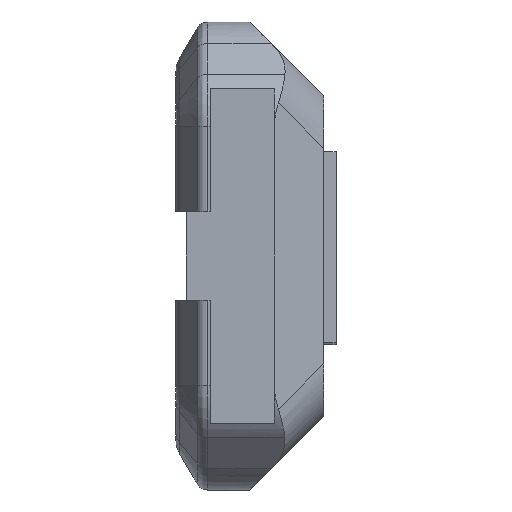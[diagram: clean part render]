
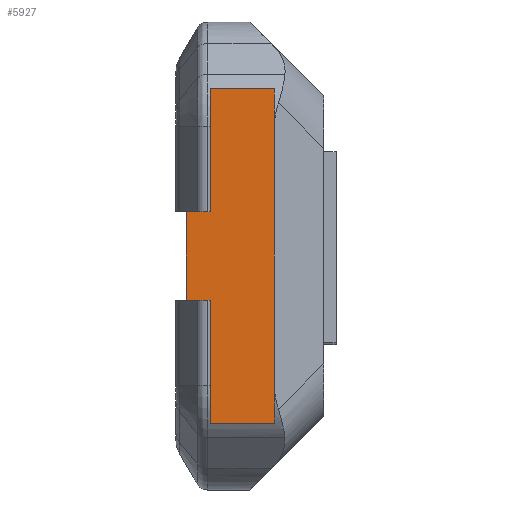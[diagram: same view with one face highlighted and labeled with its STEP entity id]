
A CAD part, front view. The second image highlights one B-rep face of the part: STEP entity #5927.
In plain terms, the highlighted planar face has unit normal (0, -1, 0).
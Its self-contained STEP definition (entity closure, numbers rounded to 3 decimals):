
#890=FACE_OUTER_BOUND('',#1232,.T.);
#1232=EDGE_LOOP('',(#5340,#5341,#5342,#5343,#5344,#5345,#5346,#5347));
#1641=LINE('',#10447,#2153);
#1671=LINE('',#10584,#2183);
#1687=LINE('',#10673,#2199);
#1723=LINE('',#10811,#2235);
#1724=LINE('',#10813,#2236);
#1725=LINE('',#10815,#2237);
#1726=LINE('',#10817,#2238);
#1727=LINE('',#10818,#2239);
#2153=VECTOR('',#6938,10.);
#2183=VECTOR('',#7042,10.);
#2199=VECTOR('',#7152,10.);
#2235=VECTOR('',#7274,10.);
#2236=VECTOR('',#7275,10.);
#2237=VECTOR('',#7276,10.);
#2238=VECTOR('',#7277,10.);
#2239=VECTOR('',#7278,10.);
#2737=VERTEX_POINT('',#10444);
#2738=VERTEX_POINT('',#10446);
#2772=VERTEX_POINT('',#10582);
#2798=VERTEX_POINT('',#10671);
#2829=VERTEX_POINT('',#10810);
#2830=VERTEX_POINT('',#10812);
#2831=VERTEX_POINT('',#10814);
#2832=VERTEX_POINT('',#10816);
#3530=EDGE_CURVE('',#2738,#2737,#1641,.T.);
#3583=EDGE_CURVE('',#2772,#2737,#1671,.T.);
#3628=EDGE_CURVE('',#2772,#2798,#1687,.T.);
#3684=EDGE_CURVE('',#2798,#2829,#1723,.T.);
#3685=EDGE_CURVE('',#2829,#2830,#1724,.T.);
#3686=EDGE_CURVE('',#2830,#2831,#1725,.T.);
#3687=EDGE_CURVE('',#2831,#2832,#1726,.T.);
#3688=EDGE_CURVE('',#2832,#2738,#1727,.T.);
#5340=ORIENTED_EDGE('',*,*,#3583,.F.);
#5341=ORIENTED_EDGE('',*,*,#3628,.T.);
#5342=ORIENTED_EDGE('',*,*,#3684,.T.);
#5343=ORIENTED_EDGE('',*,*,#3685,.T.);
#5344=ORIENTED_EDGE('',*,*,#3686,.T.);
#5345=ORIENTED_EDGE('',*,*,#3687,.T.);
#5346=ORIENTED_EDGE('',*,*,#3688,.T.);
#5347=ORIENTED_EDGE('',*,*,#3530,.T.);
#5604=PLANE('',#6238);
#5927=ADVANCED_FACE('',(#890),#5604,.F.);
#6238=AXIS2_PLACEMENT_3D('',#10809,#7272,#7273);
#6938=DIRECTION('',(-1.,0.,0.));
#7042=DIRECTION('',(0.,0.,1.));
#7152=DIRECTION('',(1.,0.,0.));
#7272=DIRECTION('center_axis',(0.,1.,0.));
#7273=DIRECTION('ref_axis',(-1.,0.,0.));
#7274=DIRECTION('',(0.,0.,-1.));
#7275=DIRECTION('',(1.,0.,0.));
#7276=DIRECTION('',(0.,0.,1.));
#7277=DIRECTION('',(-1.,0.,0.));
#7278=DIRECTION('',(0.,0.,-1.));
#10444=CARTESIAN_POINT('',(75.723,24.75,16.3));
#10446=CARTESIAN_POINT('',(76.7,24.75,16.3));
#10447=CARTESIAN_POINT('',(76.7,24.75,16.3));
#10582=CARTESIAN_POINT('',(75.723,24.75,12.7));
#10584=CARTESIAN_POINT('',(75.723,24.75,14.05));
#10671=CARTESIAN_POINT('',(76.7,24.75,12.7));
#10673=CARTESIAN_POINT('',(76.7,24.75,12.7));
#10809=CARTESIAN_POINT('Origin',(78.3,24.75,14.5));
#10810=CARTESIAN_POINT('',(76.7,24.75,7.7));
#10811=CARTESIAN_POINT('',(76.7,24.75,7.7));
#10812=CARTESIAN_POINT('',(79.3,24.75,7.7));
#10813=CARTESIAN_POINT('',(79.3,24.75,7.7));
#10814=CARTESIAN_POINT('',(79.3,24.75,21.3));
#10815=CARTESIAN_POINT('',(79.3,24.75,7.7));
#10816=CARTESIAN_POINT('',(76.7,24.75,21.3));
#10817=CARTESIAN_POINT('',(79.3,24.75,21.3));
#10818=CARTESIAN_POINT('',(76.7,24.75,21.3));
